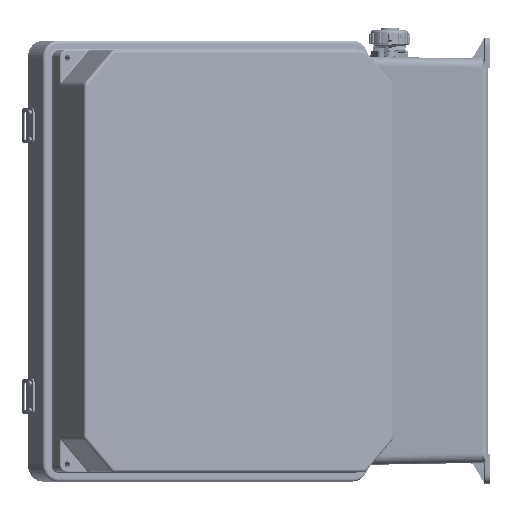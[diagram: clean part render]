
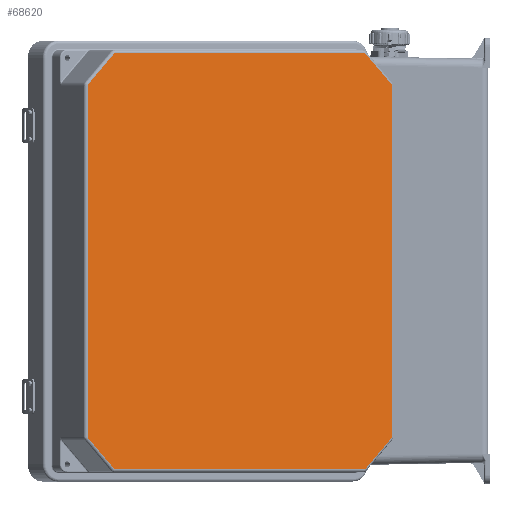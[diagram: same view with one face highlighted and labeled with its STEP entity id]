
A CAD part, left-side view. The second image highlights one B-rep face of the part: STEP entity #68620.
In plain terms, the highlighted face is planar.
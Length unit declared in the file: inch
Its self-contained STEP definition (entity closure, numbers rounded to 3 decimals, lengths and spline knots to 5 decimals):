
#430 = CARTESIAN_POINT ( 'NONE',  ( -6.15748, 3.24803, -1.55985 ) ) ;
#2998 = ORIENTED_EDGE ( 'NONE', *, *, #62685, .F. ) ;
#3110 = CARTESIAN_POINT ( 'NONE',  ( 5.1533, 3.24803, -14.87064 ) ) ;
#4310 = CARTESIAN_POINT ( 'NONE',  ( 5.09763, 3.24803, -0.5 ) ) ;
#4963 = DIRECTION ( 'NONE',  ( 0., 1., 0. ) ) ;
#5425 = EDGE_LOOP ( 'NONE', ( #66555, #17368, #97005, #79729, #2998, #73181, #41100, #97705, #47947, #6679, #18831, #53946, #41979, #81800, #8924, #72929 ) ) ;
#5512 = PLANE ( 'NONE',  #75946 ) ;
#6679 = ORIENTED_EDGE ( 'NONE', *, *, #64833, .F. ) ;
#7255 = DIRECTION ( 'NONE',  ( 0., 0., -1. ) ) ;
#8139 = DIRECTION ( 'NONE',  ( 0., 1., 0. ) ) ;
#8924 = ORIENTED_EDGE ( 'NONE', *, *, #25216, .T. ) ;
#9705 = CARTESIAN_POINT ( 'NONE',  ( -5.1533, 3.24803, -14.87064 ) ) ;
#10312 = VERTEX_POINT ( 'NONE', #83577 ) ;
#13260 = DIRECTION ( 'NONE',  ( 0., 0., -1. ) ) ;
#13403 = CARTESIAN_POINT ( 'NONE',  ( 6.23622, 3.24803, -7.65748 ) ) ;
#13411 = CARTESIAN_POINT ( 'NONE',  ( -6.21316, 3.24803, -13.81078 ) ) ;
#15249 = DIRECTION ( 'NONE',  ( 0., 0., 1. ) ) ;
#17368 = ORIENTED_EDGE ( 'NONE', *, *, #82989, .T. ) ;
#17480 = AXIS2_PLACEMENT_3D ( 'NONE', #69496, #95213, #7255 ) ;
#18831 = ORIENTED_EDGE ( 'NONE', *, *, #19202, .F. ) ;
#19118 = EDGE_CURVE ( 'NONE', #103096, #78147, #67943, .T. ) ;
#19202 = EDGE_CURVE ( 'NONE', #66120, #90072, #40730, .T. ) ;
#19241 = DIRECTION ( 'NONE',  ( 0., -1., 0. ) ) ;
#19804 = EDGE_CURVE ( 'NONE', #47119, #50744, #86395, .T. ) ;
#21445 = DIRECTION ( 'NONE',  ( 1., 0., 0. ) ) ;
#22426 = AXIS2_PLACEMENT_3D ( 'NONE', #58685, #93499, #50138 ) ;
#23098 = CARTESIAN_POINT ( 'NONE',  ( -5.09763, 3.24803, -14.81496 ) ) ;
#25216 = EDGE_CURVE ( 'NONE', #42176, #10312, #91870, .T. ) ;
#26056 = CARTESIAN_POINT ( 'NONE',  ( -5.09763, 3.24803, -0.42126 ) ) ;
#26281 = VECTOR ( 'NONE', #104523, 39.37008 ) ;
#27285 = CARTESIAN_POINT ( 'NONE',  ( 5.09763, 3.24803, -14.8937 ) ) ;
#27778 = CIRCLE ( 'NONE', #42409, 0.07874 ) ;
#30549 = VERTEX_POINT ( 'NONE', #27285 ) ;
#30598 = CARTESIAN_POINT ( 'NONE',  ( -5.1533, 3.24803, -0.44432 ) ) ;
#30691 = CARTESIAN_POINT ( 'NONE',  ( 6.21316, 3.24803, -13.81078 ) ) ;
#30695 = AXIS2_PLACEMENT_3D ( 'NONE', #34753, #61044, #47261 ) ;
#31067 = VECTOR ( 'NONE', #65976, 39.37008 ) ;
#31133 = LINE ( 'NONE', #49429, #31067 ) ;
#31388 = CARTESIAN_POINT ( 'NONE',  ( 5.09763, 3.24803, -0.42126 ) ) ;
#31811 = CARTESIAN_POINT ( 'NONE',  ( 0., 3.24803, -0.32283 ) ) ;
#32362 = DIRECTION ( 'NONE',  ( 0.707, 0., -0.707 ) ) ;
#34753 = CARTESIAN_POINT ( 'NONE',  ( -6.15748, 3.24803, -13.75511 ) ) ;
#35310 = DIRECTION ( 'NONE',  ( 0., 0., 1. ) ) ;
#35632 = CARTESIAN_POINT ( 'NONE',  ( 6.21316, 3.24803, -1.50418 ) ) ;
#36536 = LINE ( 'NONE', #71388, #26281 ) ;
#37063 = VERTEX_POINT ( 'NONE', #35632 ) ;
#37133 = AXIS2_PLACEMENT_3D ( 'NONE', #23098, #75655, #47688 ) ;
#38339 = CARTESIAN_POINT ( 'NONE',  ( -6.21316, 3.24803, -1.50418 ) ) ;
#38488 = EDGE_CURVE ( 'NONE', #103096, #42176, #48871, .T. ) ;
#39757 = CIRCLE ( 'NONE', #30695, 0.07874 ) ;
#40730 = CIRCLE ( 'NONE', #82617, 0.07874 ) ;
#41100 = ORIENTED_EDGE ( 'NONE', *, *, #19804, .T. ) ;
#41923 = VERTEX_POINT ( 'NONE', #13411 ) ;
#41979 = ORIENTED_EDGE ( 'NONE', *, *, #19118, .F. ) ;
#42089 = CARTESIAN_POINT ( 'NONE',  ( 6.21316, 3.24803, -1.50418 ) ) ;
#42176 = VERTEX_POINT ( 'NONE', #31388 ) ;
#42409 = AXIS2_PLACEMENT_3D ( 'NONE', #71228, #19241, #44990 ) ;
#42786 = DIRECTION ( 'NONE',  ( 0., -1., 0. ) ) ;
#44990 = DIRECTION ( 'NONE',  ( 0., 0., -1. ) ) ;
#46097 = EDGE_CURVE ( 'NONE', #37063, #80715, #75353, .T. ) ;
#47119 = VERTEX_POINT ( 'NONE', #79057 ) ;
#47261 = DIRECTION ( 'NONE',  ( 0., 0., -1. ) ) ;
#47688 = DIRECTION ( 'NONE',  ( 0., 0., -1. ) ) ;
#47947 = ORIENTED_EDGE ( 'NONE', *, *, #52469, .T. ) ;
#48255 = DIRECTION ( 'NONE',  ( 0., 0., -1. ) ) ;
#48866 = VECTOR ( 'NONE', #21445, 39.37008 ) ;
#48871 = LINE ( 'NONE', #75118, #48866 ) ;
#49044 = CARTESIAN_POINT ( 'NONE',  ( 5.09763, 3.24803, -14.8937 ) ) ;
#49429 = CARTESIAN_POINT ( 'NONE',  ( -6.21316, 3.24803, -13.81078 ) ) ;
#50138 = DIRECTION ( 'NONE',  ( 0., 0., 1. ) ) ;
#50744 = VERTEX_POINT ( 'NONE', #9705 ) ;
#50952 = VECTOR ( 'NONE', #74626, 39.37008 ) ;
#51787 = AXIS2_PLACEMENT_3D ( 'NONE', #4310, #8139, #85824 ) ;
#52469 = EDGE_CURVE ( 'NONE', #41923, #77158, #39757, .T. ) ;
#53946 = ORIENTED_EDGE ( 'NONE', *, *, #107824, .F. ) ;
#58071 = LINE ( 'NONE', #100894, #50952 ) ;
#58685 = CARTESIAN_POINT ( 'NONE',  ( 6.15748, 3.24803, -1.55985 ) ) ;
#59317 = VECTOR ( 'NONE', #98738, 39.37008 ) ;
#59535 = EDGE_CURVE ( 'NONE', #50744, #41923, #31133, .T. ) ;
#59899 = CARTESIAN_POINT ( 'NONE',  ( -5.09763, 3.24803, -0.5 ) ) ;
#59962 = CARTESIAN_POINT ( 'NONE',  ( -6.23622, 3.24803, -1.55985 ) ) ;
#61037 = DIRECTION ( 'NONE',  ( 0., -1., 0. ) ) ;
#61044 = DIRECTION ( 'NONE',  ( 0., 1., 0. ) ) ;
#62685 = EDGE_CURVE ( 'NONE', #30549, #100689, #27778, .T. ) ;
#64664 = CARTESIAN_POINT ( 'NONE',  ( -6.23622, 3.24803, -7.65748 ) ) ;
#64833 = EDGE_CURVE ( 'NONE', #90072, #77158, #99501, .T. ) ;
#65976 = DIRECTION ( 'NONE',  ( -0.707, 0., 0.707 ) ) ;
#66120 = VERTEX_POINT ( 'NONE', #38339 ) ;
#66522 = VECTOR ( 'NONE', #13260, 39.37008 ) ;
#66555 = ORIENTED_EDGE ( 'NONE', *, *, #46097, .T. ) ;
#67943 = CIRCLE ( 'NONE', #111758, 0.07874 ) ;
#68519 = CIRCLE ( 'NONE', #17480, 0.07874 ) ;
#68620 = ADVANCED_FACE ( 'NONE', ( #83223 ), #5512, .T. ) ;
#69496 = CARTESIAN_POINT ( 'NONE',  ( 6.15748, 3.24803, -13.75511 ) ) ;
#71228 = CARTESIAN_POINT ( 'NONE',  ( 5.09763, 3.24803, -14.81496 ) ) ;
#71388 = CARTESIAN_POINT ( 'NONE',  ( -6.21316, 3.24803, -1.50418 ) ) ;
#71684 = CARTESIAN_POINT ( 'NONE',  ( 6.23622, 3.24803, -13.75511 ) ) ;
#72929 = ORIENTED_EDGE ( 'NONE', *, *, #73974, .T. ) ;
#73130 = VECTOR ( 'NONE', #32362, 39.37008 ) ;
#73181 = ORIENTED_EDGE ( 'NONE', *, *, #108816, .F. ) ;
#73974 = EDGE_CURVE ( 'NONE', #10312, #37063, #75221, .T. ) ;
#74626 = DIRECTION ( 'NONE',  ( 0.707, 0., 0.707 ) ) ;
#75118 = CARTESIAN_POINT ( 'NONE',  ( 5.09763, 3.24803, -0.42126 ) ) ;
#75221 = LINE ( 'NONE', #42089, #73130 ) ;
#75353 = CIRCLE ( 'NONE', #22426, 0.07874 ) ;
#75655 = DIRECTION ( 'NONE',  ( 0., 1., 0. ) ) ;
#75946 = AXIS2_PLACEMENT_3D ( 'NONE', #31811, #4963, #15249 ) ;
#77158 = VERTEX_POINT ( 'NONE', #112659 ) ;
#77618 = DIRECTION ( 'NONE',  ( 0., 0., 1. ) ) ;
#78147 = VERTEX_POINT ( 'NONE', #30598 ) ;
#79057 = CARTESIAN_POINT ( 'NONE',  ( -5.09763, 3.24803, -14.8937 ) ) ;
#79729 = ORIENTED_EDGE ( 'NONE', *, *, #82438, .F. ) ;
#80011 = VECTOR ( 'NONE', #48255, 39.37008 ) ;
#80715 = VERTEX_POINT ( 'NONE', #100718 ) ;
#81800 = ORIENTED_EDGE ( 'NONE', *, *, #38488, .T. ) ;
#82438 = EDGE_CURVE ( 'NONE', #100689, #95378, #58071, .T. ) ;
#82617 = AXIS2_PLACEMENT_3D ( 'NONE', #430, #61037, #35310 ) ;
#82989 = EDGE_CURVE ( 'NONE', #80715, #102098, #100186, .T. ) ;
#83223 = FACE_OUTER_BOUND ( 'NONE', #5425, .T. ) ;
#83577 = CARTESIAN_POINT ( 'NONE',  ( 5.1533, 3.24803, -0.44432 ) ) ;
#85824 = DIRECTION ( 'NONE',  ( 0., 0., 1. ) ) ;
#86395 = CIRCLE ( 'NONE', #37133, 0.07874 ) ;
#90072 = VERTEX_POINT ( 'NONE', #59962 ) ;
#91870 = CIRCLE ( 'NONE', #51787, 0.07874 ) ;
#93499 = DIRECTION ( 'NONE',  ( 0., 1., 0. ) ) ;
#95213 = DIRECTION ( 'NONE',  ( 0., -1., 0. ) ) ;
#95378 = VERTEX_POINT ( 'NONE', #30691 ) ;
#96727 = EDGE_CURVE ( 'NONE', #95378, #102098, #68519, .T. ) ;
#97005 = ORIENTED_EDGE ( 'NONE', *, *, #96727, .F. ) ;
#97705 = ORIENTED_EDGE ( 'NONE', *, *, #59535, .T. ) ;
#98738 = DIRECTION ( 'NONE',  ( 1., 0., 0. ) ) ;
#99501 = LINE ( 'NONE', #64664, #66522 ) ;
#100186 = LINE ( 'NONE', #13403, #80011 ) ;
#100689 = VERTEX_POINT ( 'NONE', #3110 ) ;
#100718 = CARTESIAN_POINT ( 'NONE',  ( 6.23622, 3.24803, -1.55985 ) ) ;
#100894 = CARTESIAN_POINT ( 'NONE',  ( 6.21316, 3.24803, -13.81078 ) ) ;
#102098 = VERTEX_POINT ( 'NONE', #71684 ) ;
#103096 = VERTEX_POINT ( 'NONE', #26056 ) ;
#104523 = DIRECTION ( 'NONE',  ( -0.707, 0., -0.707 ) ) ;
#107824 = EDGE_CURVE ( 'NONE', #78147, #66120, #36536, .T. ) ;
#108816 = EDGE_CURVE ( 'NONE', #47119, #30549, #108992, .T. ) ;
#108992 = LINE ( 'NONE', #49044, #59317 ) ;
#111758 = AXIS2_PLACEMENT_3D ( 'NONE', #59899, #42786, #77618 ) ;
#112659 = CARTESIAN_POINT ( 'NONE',  ( -6.23622, 3.24803, -13.75511 ) ) ;
